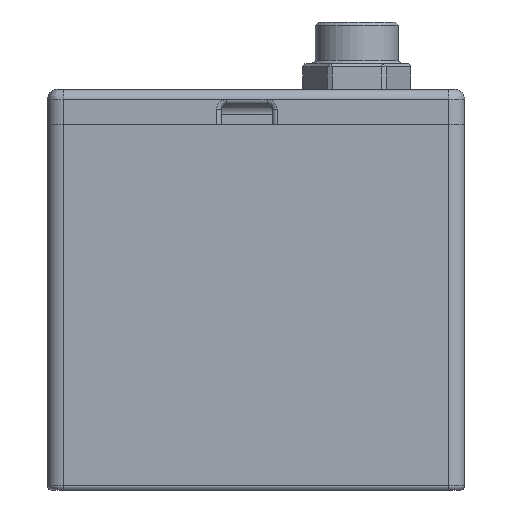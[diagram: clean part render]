
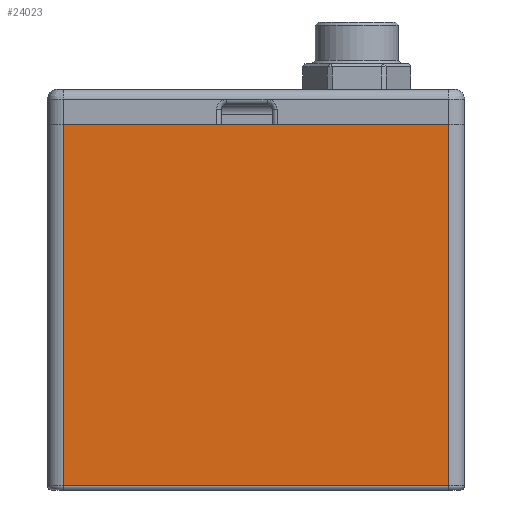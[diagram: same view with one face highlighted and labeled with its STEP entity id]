
A CAD part, front view. The second image highlights one B-rep face of the part: STEP entity #24023.
In plain terms, the highlighted planar face has unit normal (0, -1, 0).
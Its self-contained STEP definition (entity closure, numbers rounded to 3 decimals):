
#1969=PLANE('',#26528);
#3344=LINE('',#47553,#5055);
#3351=LINE('',#47565,#5062);
#3352=LINE('',#47569,#5063);
#3353=LINE('',#47570,#5064);
#5055=VECTOR('',#32470,10.);
#5062=VECTOR('',#32481,10.);
#5063=VECTOR('',#32486,10.);
#5064=VECTOR('',#32487,10.);
#6993=FACE_OUTER_BOUND('',#8484,.T.);
#8484=EDGE_LOOP('',(#20903,#20904,#20905,#20906));
#11808=VERTEX_POINT('',#47526);
#11813=VERTEX_POINT('',#47549);
#11816=VERTEX_POINT('',#47564);
#11817=VERTEX_POINT('',#47568);
#14927=EDGE_CURVE('',#11808,#11813,#3344,.T.);
#14934=EDGE_CURVE('',#11813,#11816,#3351,.T.);
#14936=EDGE_CURVE('',#11817,#11808,#3352,.T.);
#14937=EDGE_CURVE('',#11816,#11817,#3353,.T.);
#20903=ORIENTED_EDGE('',*,*,#14927,.F.);
#20904=ORIENTED_EDGE('',*,*,#14936,.F.);
#20905=ORIENTED_EDGE('',*,*,#14937,.F.);
#20906=ORIENTED_EDGE('',*,*,#14934,.F.);
#24023=ADVANCED_FACE('',(#6993),#1969,.T.);
#26528=AXIS2_PLACEMENT_3D('',#47567,#32484,#32485);
#32470=DIRECTION('',(-1.,0.,0.));
#32481=DIRECTION('',(0.,0.,1.));
#32484=DIRECTION('center_axis',(0.,-1.,0.));
#32485=DIRECTION('ref_axis',(1.,0.,0.));
#32486=DIRECTION('',(0.,0.,-1.));
#32487=DIRECTION('',(1.,0.,0.));
#47526=CARTESIAN_POINT('',(54.049,-43.003,-37.131));
#47549=CARTESIAN_POINT('',(-22.241,-43.003,-37.131));
#47553=CARTESIAN_POINT('',(-4.756,-43.003,-37.131));
#47564=CARTESIAN_POINT('',(-22.241,-43.003,34.442));
#47565=CARTESIAN_POINT('',(-22.241,-43.003,-34.925));
#47567=CARTESIAN_POINT('Origin',(-25.416,-43.003,-34.925));
#47568=CARTESIAN_POINT('',(54.049,-43.003,34.442));
#47569=CARTESIAN_POINT('',(54.049,-43.003,-34.925));
#47570=CARTESIAN_POINT('',(57.224,-43.003,34.442));
